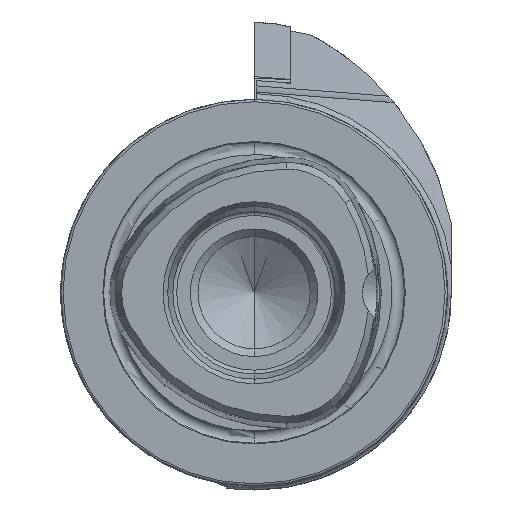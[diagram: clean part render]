
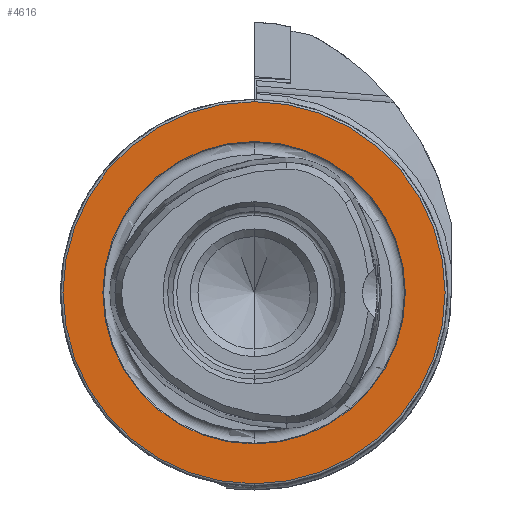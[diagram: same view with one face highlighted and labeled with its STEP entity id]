
A CAD part, left-side view. The second image highlights one B-rep face of the part: STEP entity #4616.
In plain terms, the highlighted planar face has unit normal (-1, 0, 0).
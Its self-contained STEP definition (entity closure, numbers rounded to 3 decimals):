
#481 = AXIS2_PLACEMENT_3D ( 'NONE', #12517, #12703, #11244 ) ;
#724 = VERTEX_POINT ( 'NONE', #15092 ) ;
#953 = DIRECTION ( 'NONE',  ( -1., 0., 0. ) ) ;
#1313 = CIRCLE ( 'NONE', #16931, 24.7 ) ;
#1338 = ORIENTED_EDGE ( 'NONE', *, *, #18502, .T. ) ;
#2238 = CARTESIAN_POINT ( 'NONE',  ( 0., 0., -24.7 ) ) ;
#3477 = ORIENTED_EDGE ( 'NONE', *, *, #8935, .T. ) ;
#3742 = AXIS2_PLACEMENT_3D ( 'NONE', #9581, #953, #11135 ) ;
#3770 = FACE_BOUND ( 'NONE', #14273, .T. ) ;
#4279 = DIRECTION ( 'NONE',  ( -1., 0., 0. ) ) ;
#4548 = CIRCLE ( 'NONE', #3742, 19.55 ) ;
#4616 = ADVANCED_FACE ( 'NONE', ( #3770, #8052 ), #6757, .F. ) ;
#5002 = CARTESIAN_POINT ( 'NONE',  ( 0., 0., 24.7 ) ) ;
#5541 = VERTEX_POINT ( 'NONE', #2238 ) ;
#6002 = EDGE_CURVE ( 'NONE', #724, #6179, #13914, .T. ) ;
#6179 = VERTEX_POINT ( 'NONE', #8373 ) ;
#6555 = ORIENTED_EDGE ( 'NONE', *, *, #6002, .F. ) ;
#6757 = PLANE ( 'NONE',  #481 ) ;
#7993 = DIRECTION ( 'NONE',  ( -1., 0., 0. ) ) ;
#8052 = FACE_OUTER_BOUND ( 'NONE', #10456, .T. ) ;
#8239 = VERTEX_POINT ( 'NONE', #5002 ) ;
#8373 = CARTESIAN_POINT ( 'NONE',  ( 0., 0., -19.55 ) ) ;
#8935 = EDGE_CURVE ( 'NONE', #5541, #8239, #1313, .T. ) ;
#9154 = DIRECTION ( 'NONE',  ( -1., 0., 0. ) ) ;
#9581 = CARTESIAN_POINT ( 'NONE',  ( 0., 0., 0. ) ) ;
#10456 = EDGE_LOOP ( 'NONE', ( #1338, #3477 ) ) ;
#10635 = CARTESIAN_POINT ( 'NONE',  ( 0., 0., 0. ) ) ;
#11135 = DIRECTION ( 'NONE',  ( 0., 0., 1. ) ) ;
#11244 = DIRECTION ( 'NONE',  ( 0., 0., -1. ) ) ;
#12083 = AXIS2_PLACEMENT_3D ( 'NONE', #16386, #9154, #13578 ) ;
#12517 = CARTESIAN_POINT ( 'NONE',  ( 0., 19.55, 0. ) ) ;
#12703 = DIRECTION ( 'NONE',  ( 1., 0., 0. ) ) ;
#13130 = CARTESIAN_POINT ( 'NONE',  ( 0., 0., 0. ) ) ;
#13578 = DIRECTION ( 'NONE',  ( 0., 0., 1. ) ) ;
#13724 = EDGE_CURVE ( 'NONE', #6179, #724, #4548, .T. ) ;
#13914 = CIRCLE ( 'NONE', #12083, 19.55 ) ;
#14273 = EDGE_LOOP ( 'NONE', ( #6555, #17453 ) ) ;
#14405 = DIRECTION ( 'NONE',  ( 0., 0., 1. ) ) ;
#14420 = CIRCLE ( 'NONE', #15589, 24.7 ) ;
#15092 = CARTESIAN_POINT ( 'NONE',  ( 0., 0., 19.55 ) ) ;
#15589 = AXIS2_PLACEMENT_3D ( 'NONE', #10635, #7993, #18035 ) ;
#16386 = CARTESIAN_POINT ( 'NONE',  ( 0., 0., 0. ) ) ;
#16931 = AXIS2_PLACEMENT_3D ( 'NONE', #13130, #4279, #14405 ) ;
#17453 = ORIENTED_EDGE ( 'NONE', *, *, #13724, .F. ) ;
#18035 = DIRECTION ( 'NONE',  ( 0., 0., 1. ) ) ;
#18502 = EDGE_CURVE ( 'NONE', #8239, #5541, #14420, .T. ) ;
